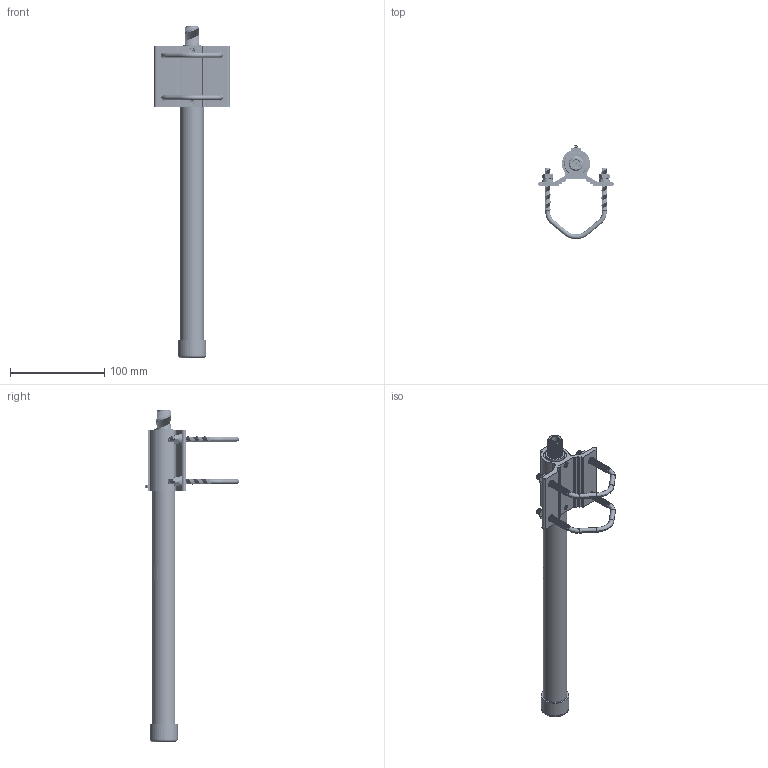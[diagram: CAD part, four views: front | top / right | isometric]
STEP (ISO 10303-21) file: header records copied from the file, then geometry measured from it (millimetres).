
FILE_DESCRIPTION (( 'STEP AP214' ), '1' );
FILE_NAME ('FMANOM1160_3D.step', '2024-03-05T16:48:35', ( '' ), ( '' ), 'SwSTEP 2.0', 'SolidWorks 2022', '' );
FILE_SCHEMA (( 'AUTOMOTIVE_DESIGN' ));
Length unit declared in the file: inch
Products named in the file (17): TANJIE_6.stp; M4X8.stp; DIANPIAN_6.stp; DING.stp; FMANOM1160_3D; JM_AC2_ASM.stp; LUOMU_M6.stp; KM3X8.stp; WNFG9E_06.stp; JM_AC2_02.stp; WXFG5B-NF.stp; JM_AC1_01.stp; M3X4.stp; JM_AC2_03.stp; Part15^FMANOM1160; GUAN2.stp; M4X4.stp
Assembly tree (28 placements, depth 4):
  FMANOM1160_3D
    WXFG5B-NF.stp
      JM_AC2_ASM.stp
        JM_AC2_02.stp
        JM_AC1_01.stp  x2
        DIANPIAN_6.stp  x4
        TANJIE_6.stp  x4
        LUOMU_M6.stp  x4
        JM_AC2_03.stp
        KM3X8.stp  x2
        M3X4.stp  x2
        M4X8.stp
        M4X4.stp
      GUAN2.stp
      DING.stp
      WNFG9E_06.stp
    Part15^FMANOM1160
Bounding box: 80 x 100 x 352 mm (x, y, z)
Volume: 83673.7 mm3; surface area: 94288 mm2
Topology: 26 solids, 26 shells, 1133 faces, 3775 edges, 2700 vertices
Faces by surface type: bspline 413, cylinder 379, plane 183, cone 138, torus 20
Entity records: 111917 total; most frequent: CARTESIAN_POINT 92010, ORIENTED_EDGE 5182, EDGE_CURVE 2591, DIRECTION 2222, VERTEX_POINT 1817, B_SPLINE_CURVE_WITH_KNOTS 1767, EDGE_LOOP 854, AXIS2_PLACEMENT_3D 850
